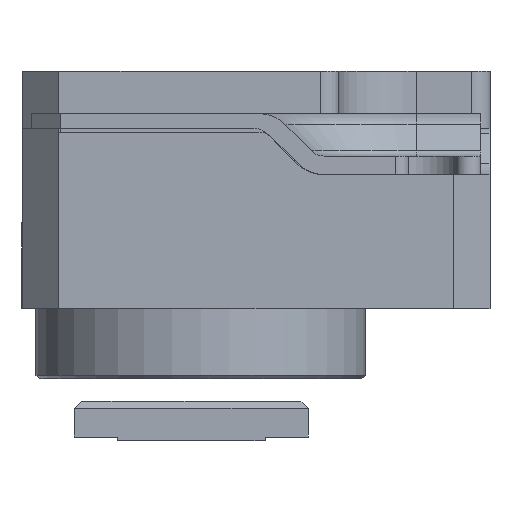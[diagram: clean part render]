
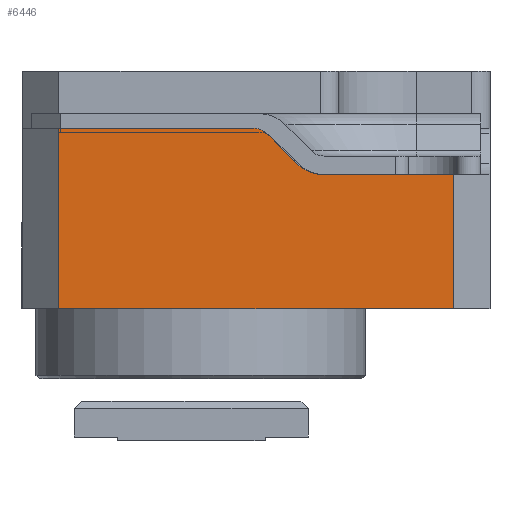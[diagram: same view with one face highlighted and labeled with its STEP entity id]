
A CAD part, front view. The second image highlights one B-rep face of the part: STEP entity #6446.
In plain terms, the highlighted planar face has unit normal (0, -1, 0).
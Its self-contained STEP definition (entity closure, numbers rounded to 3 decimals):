
#638=CIRCLE('',#43747,1.);
#639=CIRCLE('',#43748,0.5);
#6446=ADVANCED_FACE('',(#10255),#8470,.T.);
#8470=PLANE('',#43749);
#10255=FACE_OUTER_BOUND('',#12353,.T.);
#12353=EDGE_LOOP('',(#15998,#15999,#16000,#16001,#16002,#16003,#16004,#16005));
#15998=ORIENTED_EDGE('',*,*,#30531,.T.);
#15999=ORIENTED_EDGE('',*,*,#30546,.T.);
#16000=ORIENTED_EDGE('',*,*,#30547,.T.);
#16001=ORIENTED_EDGE('',*,*,#30548,.T.);
#16002=ORIENTED_EDGE('',*,*,#30549,.F.);
#16003=ORIENTED_EDGE('',*,*,#30550,.T.);
#16004=ORIENTED_EDGE('',*,*,#30551,.T.);
#16005=ORIENTED_EDGE('',*,*,#30552,.T.);
#26454=VERTEX_POINT('',#58994);
#26455=VERTEX_POINT('',#58996);
#26468=VERTEX_POINT('',#59026);
#26469=VERTEX_POINT('',#59028);
#26470=VERTEX_POINT('',#59030);
#26471=VERTEX_POINT('',#59032);
#26472=VERTEX_POINT('',#59034);
#26473=VERTEX_POINT('',#59036);
#30531=EDGE_CURVE('',#26455,#26454,#35714,.T.);
#30546=EDGE_CURVE('',#26454,#26468,#35725,.T.);
#30547=EDGE_CURVE('',#26468,#26469,#35726,.T.);
#30548=EDGE_CURVE('',#26469,#26470,#35727,.T.);
#30549=EDGE_CURVE('',#26471,#26470,#35728,.T.);
#30550=EDGE_CURVE('',#26471,#26472,#638,.T.);
#30551=EDGE_CURVE('',#26472,#26473,#35729,.T.);
#30552=EDGE_CURVE('',#26473,#26455,#639,.T.);
#35714=LINE('',#58995,#39701);
#35725=LINE('',#59025,#39712);
#35726=LINE('',#59027,#39713);
#35727=LINE('',#59029,#39714);
#35728=LINE('',#59031,#39715);
#35729=LINE('',#59035,#39716);
#39701=VECTOR('',#47126,1.);
#39712=VECTOR('',#47149,1.);
#39713=VECTOR('',#47150,1.);
#39714=VECTOR('',#47151,1.);
#39715=VECTOR('',#47152,1.);
#39716=VECTOR('',#47155,1.);
#43747=AXIS2_PLACEMENT_3D('',#59033,#47153,#47154);
#43748=AXIS2_PLACEMENT_3D('',#59037,#47156,#47157);
#43749=AXIS2_PLACEMENT_3D('',#59038,#47158,#47159);
#47126=DIRECTION('',(-1.,0.,0.));
#47149=DIRECTION('',(0.,0.,-1.));
#47150=DIRECTION('',(1.,0.,0.));
#47151=DIRECTION('',(0.,0.,1.));
#47152=DIRECTION('',(1.,0.,0.));
#47153=DIRECTION('',(0.,1.,0.));
#47154=DIRECTION('',(0.,0.,-1.));
#47155=DIRECTION('',(-0.707,0.,0.707));
#47156=DIRECTION('',(0.,-1.,0.));
#47157=DIRECTION('',(0.,0.,-1.));
#47158=DIRECTION('',(0.,-1.,0.));
#47159=DIRECTION('',(0.,0.,-1.));
#58994=CARTESIAN_POINT('',(1.,0.,4.9));
#58995=CARTESIAN_POINT('',(6.35,0.,4.9));
#58996=CARTESIAN_POINT('',(6.293,0.,4.9));
#59025=CARTESIAN_POINT('',(1.,0.,0.));
#59026=CARTESIAN_POINT('',(1.,0.,0.));
#59027=CARTESIAN_POINT('',(6.35,0.,0.));
#59028=CARTESIAN_POINT('',(11.7,0.,0.));
#59029=CARTESIAN_POINT('',(11.7,0.,0.));
#59030=CARTESIAN_POINT('',(11.7,0.,3.65));
#59031=CARTESIAN_POINT('',(7.75,0.,3.65));
#59032=CARTESIAN_POINT('',(8.164,0.,3.65));
#59033=CARTESIAN_POINT('',(8.164,0.,4.65));
#59034=CARTESIAN_POINT('',(7.457,0.,3.943));
#59035=CARTESIAN_POINT('',(8.875,0.,2.525));
#59036=CARTESIAN_POINT('',(6.646,0.,4.754));
#59037=CARTESIAN_POINT('',(6.293,0.,4.4));
#59038=CARTESIAN_POINT('',(6.35,0.,0.));
